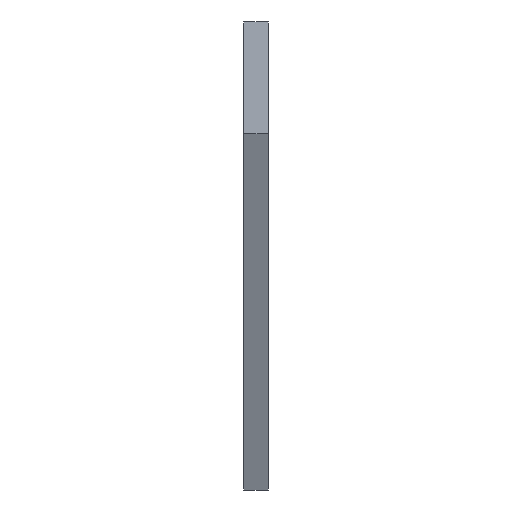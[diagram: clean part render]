
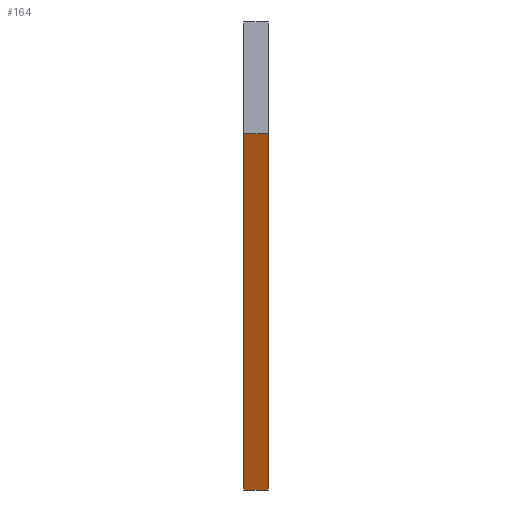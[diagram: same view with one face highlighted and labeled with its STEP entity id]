
A CAD part, left-side view. The second image highlights one B-rep face of the part: STEP entity #164.
In plain terms, the highlighted planar face has unit normal (-0.924, 0, -0.383).
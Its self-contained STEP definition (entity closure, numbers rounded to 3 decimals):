
#47 = CARTESIAN_POINT ( 'NONE',  ( -12.617, 2.5, -5.226 ) ) ;
#81 = PLANE ( 'NONE',  #1008 ) ;
#90 = DIRECTION ( 'NONE',  ( 0., -1., 0. ) ) ;
#96 = LINE ( 'NONE', #103, #492 ) ;
#102 = CARTESIAN_POINT ( 'NONE',  ( -12.617, 2.5, -5.226 ) ) ;
#103 = CARTESIAN_POINT ( 'NONE',  ( -27.925, 2.5, 31.729 ) ) ;
#159 = ORIENTED_EDGE ( 'NONE', *, *, #470, .F. ) ;
#164 = ADVANCED_FACE ( 'NONE', ( #696 ), #81, .F. ) ;
#198 = VERTEX_POINT ( 'NONE', #529 ) ;
#215 = LINE ( 'NONE', #102, #786 ) ;
#225 = DIRECTION ( 'NONE',  ( -0.383, 0., 0.924 ) ) ;
#280 = EDGE_CURVE ( 'NONE', #338, #198, #1177, .T. ) ;
#338 = VERTEX_POINT ( 'NONE', #445 ) ;
#391 = LINE ( 'NONE', #47, #1331 ) ;
#445 = CARTESIAN_POINT ( 'NONE',  ( -12.617, 0., -5.226 ) ) ;
#470 = EDGE_CURVE ( 'NONE', #1266, #198, #96, .T. ) ;
#492 = VECTOR ( 'NONE', #759, 1000. ) ;
#529 = CARTESIAN_POINT ( 'NONE',  ( -27.925, 0., 31.729 ) ) ;
#603 = CARTESIAN_POINT ( 'NONE',  ( -27.925, 2.5, 31.729 ) ) ;
#691 = VERTEX_POINT ( 'NONE', #815 ) ;
#696 = FACE_OUTER_BOUND ( 'NONE', #1418, .T. ) ;
#711 = DIRECTION ( 'NONE',  ( -0.383, 0., 0.924 ) ) ;
#759 = DIRECTION ( 'NONE',  ( 0., -1., 0. ) ) ;
#761 = DIRECTION ( 'NONE',  ( 0.383, 0., -0.924 ) ) ;
#786 = VECTOR ( 'NONE', #90, 1000. ) ;
#800 = VECTOR ( 'NONE', #225, 1000. ) ;
#815 = CARTESIAN_POINT ( 'NONE',  ( -12.617, 2.5, -5.226 ) ) ;
#872 = CARTESIAN_POINT ( 'NONE',  ( -12.617, 2.5, -5.226 ) ) ;
#913 = CARTESIAN_POINT ( 'NONE',  ( -12.617, 0., -5.226 ) ) ;
#1008 = AXIS2_PLACEMENT_3D ( 'NONE', #872, #1097, #761 ) ;
#1097 = DIRECTION ( 'NONE',  ( 0.924, 0., 0.383 ) ) ;
#1171 = ORIENTED_EDGE ( 'NONE', *, *, #280, .T. ) ;
#1177 = LINE ( 'NONE', #913, #800 ) ;
#1246 = ORIENTED_EDGE ( 'NONE', *, *, #1346, .T. ) ;
#1266 = VERTEX_POINT ( 'NONE', #603 ) ;
#1331 = VECTOR ( 'NONE', #711, 1000. ) ;
#1346 = EDGE_CURVE ( 'NONE', #691, #338, #215, .T. ) ;
#1418 = EDGE_LOOP ( 'NONE', ( #1171, #159, #1461, #1246 ) ) ;
#1455 = EDGE_CURVE ( 'NONE', #691, #1266, #391, .T. ) ;
#1461 = ORIENTED_EDGE ( 'NONE', *, *, #1455, .F. ) ;
